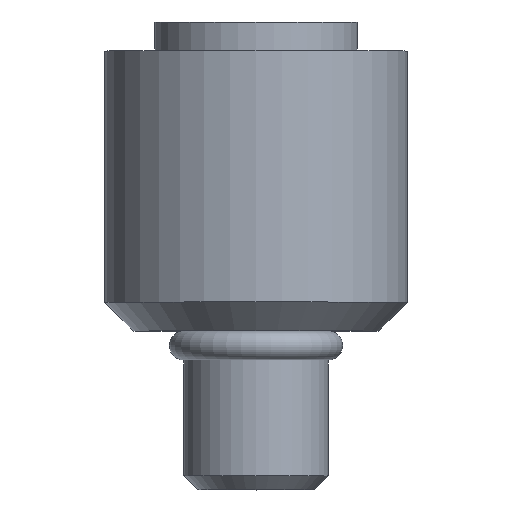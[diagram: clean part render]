
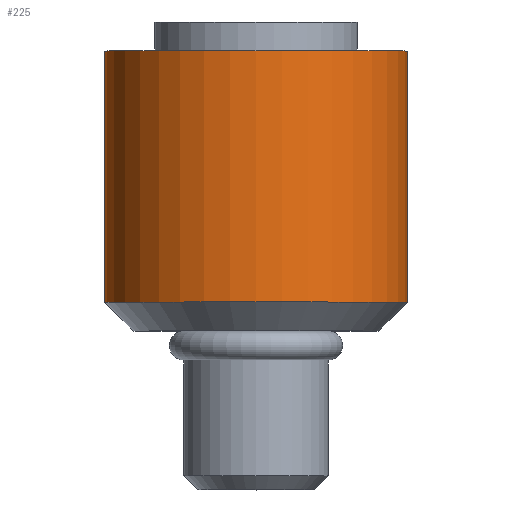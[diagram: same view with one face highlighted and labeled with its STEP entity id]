
A CAD part, top view. The second image highlights one B-rep face of the part: STEP entity #225.
In plain terms, the highlighted cylindrical face has radius 5.25 mm (diameter 10.5 mm), a full revolution.
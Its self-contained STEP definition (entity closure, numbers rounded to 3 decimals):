
#27=CYLINDRICAL_SURFACE('',#247,5.25);
#39=ORIENTED_EDGE('',*,*,#57,.F.);
#40=ORIENTED_EDGE('',*,*,#56,.T.);
#56=EDGE_CURVE('',#68,#68,#79,.T.);
#57=EDGE_CURVE('',#69,#69,#80,.T.);
#68=VERTEX_POINT('',#324);
#69=VERTEX_POINT('',#327);
#79=CIRCLE('',#246,5.25);
#80=CIRCLE('',#248,5.25);
#95=EDGE_LOOP('',(#39));
#96=EDGE_LOOP('',(#40));
#118=FACE_BOUND('',#95,.T.);
#119=FACE_BOUND('',#96,.T.);
#225=ADVANCED_FACE('',(#118,#119),#27,.T.);
#246=AXIS2_PLACEMENT_3D('',#323,#280,#281);
#247=AXIS2_PLACEMENT_3D('',#325,#282,#283);
#248=AXIS2_PLACEMENT_3D('',#326,#284,#285);
#280=DIRECTION('',(0.,-1.,0.));
#281=DIRECTION('',(0.,0.,-1.));
#282=DIRECTION('',(0.,-1.,0.));
#283=DIRECTION('',(0.,0.,-1.));
#284=DIRECTION('',(0.,-1.,0.));
#285=DIRECTION('',(0.,0.,-1.));
#323=CARTESIAN_POINT('',(0.,9.7,0.));
#324=CARTESIAN_POINT('',(0.,9.7,-5.25));
#325=CARTESIAN_POINT('',(0.,-5.5,0.));
#326=CARTESIAN_POINT('',(0.,1.,0.));
#327=CARTESIAN_POINT('',(0.,1.,-5.25));
